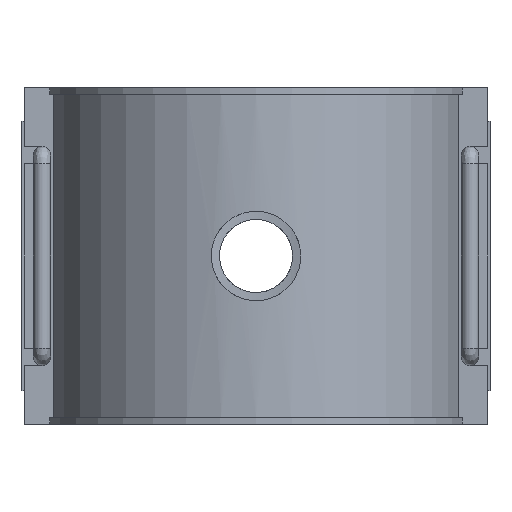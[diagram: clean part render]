
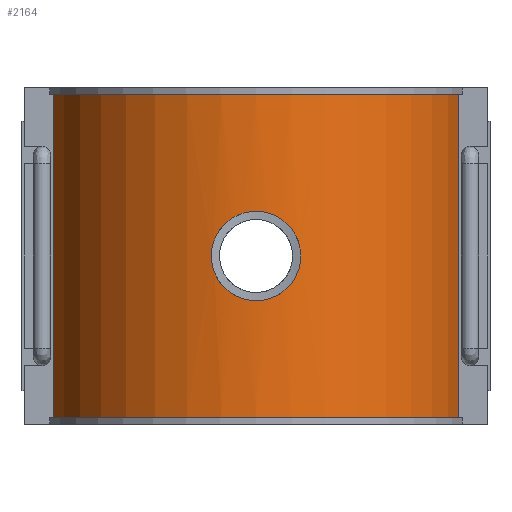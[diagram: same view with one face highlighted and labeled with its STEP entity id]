
A CAD part, front view. The second image highlights one B-rep face of the part: STEP entity #2164.
In plain terms, the highlighted cylindrical face has radius 72.5 mm (diameter 145 mm), a partial arc.
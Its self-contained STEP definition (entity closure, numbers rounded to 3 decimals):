
#31=LINE('',#3554,#238);
#66=LINE('',#3770,#273);
#238=VECTOR('',#2534,113.28);
#273=VECTOR('',#2611,113.28);
#532=CIRCLE('',#2298,72.5);
#540=CIRCLE('',#2312,72.5);
#612=FACE_BOUND('',#814,.T.);
#670=FACE_OUTER_BOUND('',#813,.T.);
#813=EDGE_LOOP('',(#1612,#1613,#1614,#1615));
#814=EDGE_LOOP('',(#1616));
#962=B_SPLINE_CURVE_WITH_KNOTS('',3,(#3078,#3079,#3080,#3081,#3082,#3083,
#3084,#3085,#3086,#3087,#3088,#3089,#3090,#3091,#3092,#3093,#3094,#3095,
#3096,#3097,#3098,#3099,#3100,#3101,#3102,#3103,#3104,#3105,#3106,#3107,
#3108,#3109,#3110,#3111,#3112,#3113,#3114,#3115,#3116,#3117,#3118,#3119,
#3120,#3121,#3122,#3123,#3124,#3125,#3126,#3127,#3128,#3129,#3130,#3131,
#3132,#3133,#3134,#3135,#3136,#3137,#3138,#3139,#3140,#3141,#3142,#3143),
 .UNSPECIFIED.,.T.,.F.,(4,2,2,2,2,2,2,2,2,2,2,2,2,2,2,2,2,2,2,2,2,2,2,2,
2,2,2,2,2,2,2,2,4),(0.,0.296,0.593,0.889,
1.185,1.482,1.778,2.074,2.371,
2.667,2.963,3.26,3.556,3.852,
4.149,4.445,4.741,5.038,5.334,
5.63,5.927,6.223,6.519,6.816,
7.112,7.408,7.705,8.001,8.297,
8.594,8.89,9.186,9.483),
 .UNSPECIFIED.);
#987=VERTEX_POINT('',#3077);
#1007=VERTEX_POINT('',#3539);
#1008=VERTEX_POINT('',#3541);
#1012=VERTEX_POINT('',#3553);
#1031=VERTEX_POINT('',#3598);
#1195=EDGE_CURVE('',#987,#987,#962,.T.);
#1219=EDGE_CURVE('',#1007,#1008,#532,.T.);
#1224=EDGE_CURVE('',#1007,#1012,#31,.T.);
#1246=EDGE_CURVE('',#1031,#1012,#540,.T.);
#1279=EDGE_CURVE('',#1008,#1031,#66,.T.);
#1612=ORIENTED_EDGE('',*,*,#1219,.T.);
#1613=ORIENTED_EDGE('',*,*,#1279,.T.);
#1614=ORIENTED_EDGE('',*,*,#1246,.T.);
#1615=ORIENTED_EDGE('',*,*,#1224,.F.);
#1616=ORIENTED_EDGE('',*,*,#1195,.T.);
#2121=CYLINDRICAL_SURFACE('',#2322,72.5);
#2164=ADVANCED_FACE('',(#670,#612),#2121,.T.);
#2298=AXIS2_PLACEMENT_3D('',#3543,#2524,#2525);
#2312=AXIS2_PLACEMENT_3D('',#3599,#2571,#2572);
#2322=AXIS2_PLACEMENT_3D('',#3771,#2612,#2613);
#2524=DIRECTION('center_axis',(0.,0.,1.));
#2525=DIRECTION('ref_axis',(1.,0.,0.));
#2534=DIRECTION('',(0.,0.,1.));
#2571=DIRECTION('center_axis',(0.,0.,-1.));
#2572=DIRECTION('ref_axis',(1.,0.,0.));
#2611=DIRECTION('',(0.,0.,1.));
#2612=DIRECTION('center_axis',(0.,0.,1.));
#2613=DIRECTION('ref_axis',(1.,0.,0.));
#3077=CARTESIAN_POINT('',(15.68,-70.784,0.));
#3078=CARTESIAN_POINT('Ctrl Pts',(15.68,-70.784,0.));
#3079=CARTESIAN_POINT('Ctrl Pts',(15.68,-70.784,-0.988));
#3080=CARTESIAN_POINT('Ctrl Pts',(15.585,-70.805,-2.008));
#3081=CARTESIAN_POINT('Ctrl Pts',(15.187,-70.892,-4.036));
#3082=CARTESIAN_POINT('Ctrl Pts',(14.883,-70.957,-5.044));
#3083=CARTESIAN_POINT('Ctrl Pts',(14.082,-71.12,-6.974));
#3084=CARTESIAN_POINT('Ctrl Pts',(13.584,-71.218,-7.899));
#3085=CARTESIAN_POINT('Ctrl Pts',(12.434,-71.428,-9.609));
#3086=CARTESIAN_POINT('Ctrl Pts',(11.782,-71.54,-10.393));
#3087=CARTESIAN_POINT('Ctrl Pts',(10.393,-71.755,-11.782));
#3088=CARTESIAN_POINT('Ctrl Pts',(9.609,-71.866,-12.434));
#3089=CARTESIAN_POINT('Ctrl Pts',(7.899,-72.074,-13.584));
#3090=CARTESIAN_POINT('Ctrl Pts',(6.974,-72.17,-14.082));
#3091=CARTESIAN_POINT('Ctrl Pts',(5.044,-72.331,-14.883));
#3092=CARTESIAN_POINT('Ctrl Pts',(4.036,-72.395,-15.187));
#3093=CARTESIAN_POINT('Ctrl Pts',(2.008,-72.479,-15.585));
#3094=CARTESIAN_POINT('Ctrl Pts',(0.988,-72.5,-15.68));
#3095=CARTESIAN_POINT('Ctrl Pts',(-0.988,-72.5,-15.68));
#3096=CARTESIAN_POINT('Ctrl Pts',(-2.008,-72.479,-15.585));
#3097=CARTESIAN_POINT('Ctrl Pts',(-4.036,-72.395,-15.187));
#3098=CARTESIAN_POINT('Ctrl Pts',(-5.044,-72.331,-14.883));
#3099=CARTESIAN_POINT('Ctrl Pts',(-6.974,-72.17,-14.082));
#3100=CARTESIAN_POINT('Ctrl Pts',(-7.899,-72.074,-13.584));
#3101=CARTESIAN_POINT('Ctrl Pts',(-9.609,-71.866,-12.434));
#3102=CARTESIAN_POINT('Ctrl Pts',(-10.393,-71.755,-11.782));
#3103=CARTESIAN_POINT('Ctrl Pts',(-11.782,-71.54,-10.393));
#3104=CARTESIAN_POINT('Ctrl Pts',(-12.434,-71.428,-9.609));
#3105=CARTESIAN_POINT('Ctrl Pts',(-13.584,-71.218,-7.899));
#3106=CARTESIAN_POINT('Ctrl Pts',(-14.082,-71.12,-6.974));
#3107=CARTESIAN_POINT('Ctrl Pts',(-14.883,-70.957,-5.044));
#3108=CARTESIAN_POINT('Ctrl Pts',(-15.187,-70.892,-4.036));
#3109=CARTESIAN_POINT('Ctrl Pts',(-15.585,-70.805,-2.008));
#3110=CARTESIAN_POINT('Ctrl Pts',(-15.68,-70.784,-0.988));
#3111=CARTESIAN_POINT('Ctrl Pts',(-15.68,-70.784,0.988));
#3112=CARTESIAN_POINT('Ctrl Pts',(-15.585,-70.805,2.008));
#3113=CARTESIAN_POINT('Ctrl Pts',(-15.187,-70.892,4.036));
#3114=CARTESIAN_POINT('Ctrl Pts',(-14.883,-70.957,5.044));
#3115=CARTESIAN_POINT('Ctrl Pts',(-14.082,-71.12,6.974));
#3116=CARTESIAN_POINT('Ctrl Pts',(-13.584,-71.218,7.899));
#3117=CARTESIAN_POINT('Ctrl Pts',(-12.434,-71.428,9.609));
#3118=CARTESIAN_POINT('Ctrl Pts',(-11.782,-71.54,10.393));
#3119=CARTESIAN_POINT('Ctrl Pts',(-10.393,-71.755,11.782));
#3120=CARTESIAN_POINT('Ctrl Pts',(-9.609,-71.866,12.434));
#3121=CARTESIAN_POINT('Ctrl Pts',(-7.899,-72.074,13.584));
#3122=CARTESIAN_POINT('Ctrl Pts',(-6.974,-72.17,14.082));
#3123=CARTESIAN_POINT('Ctrl Pts',(-5.044,-72.331,14.883));
#3124=CARTESIAN_POINT('Ctrl Pts',(-4.036,-72.395,15.187));
#3125=CARTESIAN_POINT('Ctrl Pts',(-2.008,-72.479,15.585));
#3126=CARTESIAN_POINT('Ctrl Pts',(-0.988,-72.5,15.68));
#3127=CARTESIAN_POINT('Ctrl Pts',(0.988,-72.5,15.68));
#3128=CARTESIAN_POINT('Ctrl Pts',(2.008,-72.479,15.585));
#3129=CARTESIAN_POINT('Ctrl Pts',(4.036,-72.395,15.187));
#3130=CARTESIAN_POINT('Ctrl Pts',(5.044,-72.331,14.883));
#3131=CARTESIAN_POINT('Ctrl Pts',(6.974,-72.17,14.082));
#3132=CARTESIAN_POINT('Ctrl Pts',(7.899,-72.074,13.584));
#3133=CARTESIAN_POINT('Ctrl Pts',(9.609,-71.866,12.434));
#3134=CARTESIAN_POINT('Ctrl Pts',(10.393,-71.755,11.782));
#3135=CARTESIAN_POINT('Ctrl Pts',(11.782,-71.54,10.393));
#3136=CARTESIAN_POINT('Ctrl Pts',(12.434,-71.428,9.609));
#3137=CARTESIAN_POINT('Ctrl Pts',(13.584,-71.218,7.899));
#3138=CARTESIAN_POINT('Ctrl Pts',(14.082,-71.12,6.974));
#3139=CARTESIAN_POINT('Ctrl Pts',(14.883,-70.957,5.044));
#3140=CARTESIAN_POINT('Ctrl Pts',(15.187,-70.892,4.036));
#3141=CARTESIAN_POINT('Ctrl Pts',(15.585,-70.805,2.008));
#3142=CARTESIAN_POINT('Ctrl Pts',(15.68,-70.784,0.988));
#3143=CARTESIAN_POINT('Ctrl Pts',(15.68,-70.784,0.));
#3539=CARTESIAN_POINT('',(-70.796,-15.625,-56.64));
#3541=CARTESIAN_POINT('',(70.796,-15.625,-56.64));
#3543=CARTESIAN_POINT('Origin',(0.,0.,-56.64));
#3553=CARTESIAN_POINT('',(-70.796,-15.625,56.64));
#3554=CARTESIAN_POINT('',(-70.796,-15.625,0.));
#3598=CARTESIAN_POINT('',(70.796,-15.625,56.64));
#3599=CARTESIAN_POINT('Origin',(0.,0.,56.64));
#3770=CARTESIAN_POINT('',(70.796,-15.625,0.));
#3771=CARTESIAN_POINT('Origin',(0.,0.,0.));
